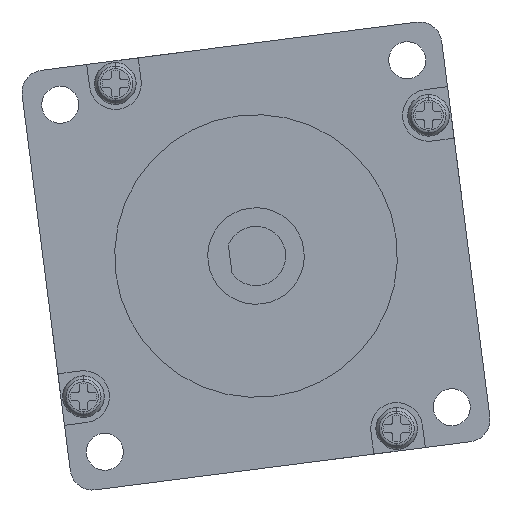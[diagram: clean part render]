
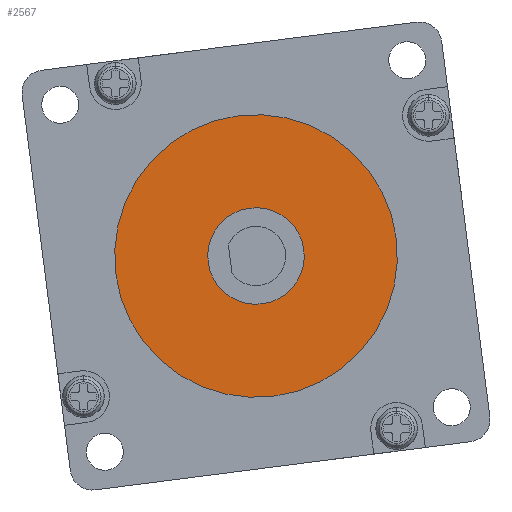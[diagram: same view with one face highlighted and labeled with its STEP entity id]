
A CAD part, left-side view. The second image highlights one B-rep face of the part: STEP entity #2567.
In plain terms, the highlighted face is planar.
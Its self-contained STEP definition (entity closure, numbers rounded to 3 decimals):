
#3 = DIRECTION ( 'NONE',  ( 0., 1., 0. ) ) ;
#30 = CARTESIAN_POINT ( 'NONE',  ( 28.499, 13.6, -28.5 ) ) ;
#290 = AXIS2_PLACEMENT_3D ( 'NONE', #1632, #5450, #2185 ) ;
#479 = PLANE ( 'NONE',  #5523 ) ;
#528 = DIRECTION ( 'NONE',  ( 0., 1., 0. ) ) ;
#636 = EDGE_LOOP ( 'NONE', ( #6304, #2892 ) ) ;
#789 = EDGE_CURVE ( 'NONE', #2766, #3321, #4158, .T. ) ;
#1161 = EDGE_CURVE ( 'NONE', #3321, #2766, #4494, .T. ) ;
#1268 = AXIS2_PLACEMENT_3D ( 'NONE', #4167, #4147, #4102 ) ;
#1345 = FACE_OUTER_BOUND ( 'NONE', #636, .T. ) ;
#1581 = VERTEX_POINT ( 'NONE', #2924 ) ;
#1632 = CARTESIAN_POINT ( 'NONE',  ( 28.499, 13.6, -28.5 ) ) ;
#1896 = AXIS2_PLACEMENT_3D ( 'NONE', #30, #3, #6994 ) ;
#1926 = CARTESIAN_POINT ( 'NONE',  ( 28.499, 13.6, -9.45 ) ) ;
#2082 = ORIENTED_EDGE ( 'NONE', *, *, #3662, .F. ) ;
#2107 = DIRECTION ( 'NONE',  ( 0., 0., 1. ) ) ;
#2185 = DIRECTION ( 'NONE',  ( 0., 0., 1. ) ) ;
#2567 = ADVANCED_FACE ( 'NONE', ( #2613, #1345 ), #479, .T. ) ;
#2574 = VERTEX_POINT ( 'NONE', #3202 ) ;
#2613 = FACE_BOUND ( 'NONE', #4658, .T. ) ;
#2766 = VERTEX_POINT ( 'NONE', #4831 ) ;
#2892 = ORIENTED_EDGE ( 'NONE', *, *, #1161, .T. ) ;
#2924 = CARTESIAN_POINT ( 'NONE',  ( 28.499, 13.6, -35. ) ) ;
#3021 = AXIS2_PLACEMENT_3D ( 'NONE', #5175, #528, #4319 ) ;
#3202 = CARTESIAN_POINT ( 'NONE',  ( 28.499, 13.6, -22. ) ) ;
#3321 = VERTEX_POINT ( 'NONE', #1926 ) ;
#3443 = ORIENTED_EDGE ( 'NONE', *, *, #6901, .F. ) ;
#3662 = EDGE_CURVE ( 'NONE', #2574, #1581, #4868, .T. ) ;
#4102 = DIRECTION ( 'NONE',  ( 0., 0., 1. ) ) ;
#4147 = DIRECTION ( 'NONE',  ( 0., 1., 0. ) ) ;
#4158 = CIRCLE ( 'NONE', #1896, 19.05 ) ;
#4167 = CARTESIAN_POINT ( 'NONE',  ( 28.499, 13.6, -28.5 ) ) ;
#4271 = CARTESIAN_POINT ( 'NONE',  ( 28.499, 13.6, -28.5 ) ) ;
#4319 = DIRECTION ( 'NONE',  ( 0., 0., 1. ) ) ;
#4494 = CIRCLE ( 'NONE', #1268, 19.05 ) ;
#4658 = EDGE_LOOP ( 'NONE', ( #2082, #3443 ) ) ;
#4831 = CARTESIAN_POINT ( 'NONE',  ( 28.499, 13.6, -47.55 ) ) ;
#4868 = CIRCLE ( 'NONE', #3021, 6.5 ) ;
#5175 = CARTESIAN_POINT ( 'NONE',  ( 28.499, 13.6, -28.5 ) ) ;
#5373 = DIRECTION ( 'NONE',  ( 0., 1., 0. ) ) ;
#5450 = DIRECTION ( 'NONE',  ( 0., 1., 0. ) ) ;
#5523 = AXIS2_PLACEMENT_3D ( 'NONE', #4271, #5373, #2107 ) ;
#5800 = CIRCLE ( 'NONE', #290, 6.5 ) ;
#6304 = ORIENTED_EDGE ( 'NONE', *, *, #789, .T. ) ;
#6901 = EDGE_CURVE ( 'NONE', #1581, #2574, #5800, .T. ) ;
#6994 = DIRECTION ( 'NONE',  ( 0., 0., 1. ) ) ;
